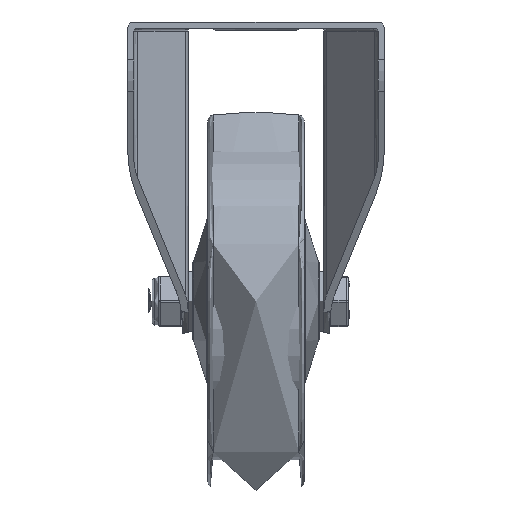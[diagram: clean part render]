
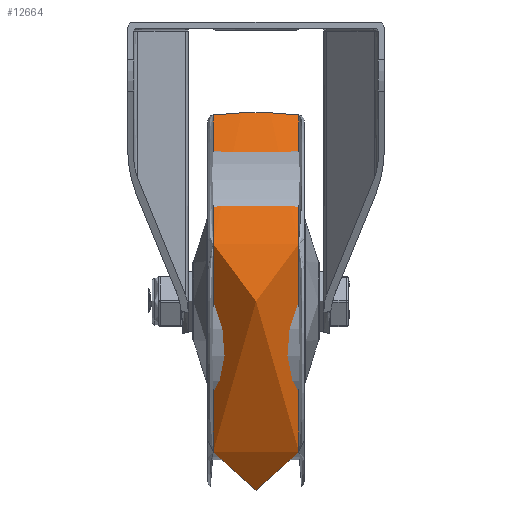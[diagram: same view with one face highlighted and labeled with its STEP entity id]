
A CAD part, left-side view. The second image highlights one B-rep face of the part: STEP entity #12664.
In plain terms, the highlighted free-form (B-spline) face has degree [2, 2] with [3, 9] control points.
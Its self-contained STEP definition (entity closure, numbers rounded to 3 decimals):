
#63=(
BOUNDED_SURFACE()
B_SPLINE_SURFACE(2,2,((#19949,#19950,#19951,#19952,#19953,#19954,#19955,
#19956,#19957),(#19958,#19959,#19960,#19961,#19962,#19963,#19964,#19965,
#19966),(#19967,#19968,#19969,#19970,#19971,#19972,#19973,#19974,#19975)),
 .UNSPECIFIED.,.F.,.T.,.F.)
B_SPLINE_SURFACE_WITH_KNOTS((3,3),(3,2,2,2,3),(-0.111,0.111),
(-3.142,-1.571,0.,1.571,3.142),
 .UNSPECIFIED.)
GEOMETRIC_REPRESENTATION_ITEM()
RATIONAL_B_SPLINE_SURFACE(((1.,0.707,1.,0.707,1.,
0.707,1.,0.707,1.),(0.994,0.703,
0.994,0.703,0.994,0.703,
0.994,0.703,0.994),(1.,0.707,
1.,0.707,1.,0.707,1.,0.707,1.)))
REPRESENTATION_ITEM('')
SURFACE()
);
#1635=FACE_OUTER_BOUND('',#2436,.T.);
#2436=EDGE_LOOP('',(#9360,#9361,#9362,#9363));
#5000=CIRCLE('',#13800,61.711);
#5001=CIRCLE('',#13801,128.5);
#5002=CIRCLE('',#13802,61.711);
#5661=VERTEX_POINT('',#19946);
#5662=VERTEX_POINT('',#19976);
#7050=EDGE_CURVE('',#5661,#5661,#5000,.T.);
#7051=EDGE_CURVE('',#5661,#5662,#5001,.T.);
#7052=EDGE_CURVE('',#5662,#5662,#5002,.T.);
#9360=ORIENTED_EDGE('',*,*,#7050,.F.);
#9361=ORIENTED_EDGE('',*,*,#7051,.T.);
#9362=ORIENTED_EDGE('',*,*,#7052,.T.);
#9363=ORIENTED_EDGE('',*,*,#7051,.F.);
#12664=ADVANCED_FACE('',(#1635),#63,.F.);
#13800=AXIS2_PLACEMENT_3D('',#19948,#15540,#15541);
#13801=AXIS2_PLACEMENT_3D('',#19977,#15542,#15543);
#13802=AXIS2_PLACEMENT_3D('',#19978,#15544,#15545);
#15540=DIRECTION('center_axis',(0.,-1.,0.));
#15541=DIRECTION('ref_axis',(0.,0.,1.));
#15542=DIRECTION('center_axis',(-1.,0.,0.));
#15543=DIRECTION('ref_axis',(0.,0.,1.));
#15544=DIRECTION('center_axis',(0.,-1.,0.));
#15545=DIRECTION('ref_axis',(0.,0.,1.));
#19946=CARTESIAN_POINT('',(0.,-14.221,61.711));
#19948=CARTESIAN_POINT('Origin',(0.,-14.221,0.));
#19949=CARTESIAN_POINT('Ctrl Pts',(0.,14.221,61.711));
#19950=CARTESIAN_POINT('Ctrl Pts',(-61.711,14.221,61.711));
#19951=CARTESIAN_POINT('Ctrl Pts',(-61.711,14.221,0.));
#19952=CARTESIAN_POINT('Ctrl Pts',(-61.711,14.221,-61.711));
#19953=CARTESIAN_POINT('Ctrl Pts',(0.,14.221,-61.711));
#19954=CARTESIAN_POINT('Ctrl Pts',(61.711,14.221,-61.711));
#19955=CARTESIAN_POINT('Ctrl Pts',(61.711,14.221,0.));
#19956=CARTESIAN_POINT('Ctrl Pts',(61.711,14.221,61.711));
#19957=CARTESIAN_POINT('Ctrl Pts',(0.,14.221,61.711));
#19958=CARTESIAN_POINT('Ctrl Pts',(0.,0.,63.294));
#19959=CARTESIAN_POINT('Ctrl Pts',(-63.294,0.,
63.294));
#19960=CARTESIAN_POINT('Ctrl Pts',(-63.294,0.,
0.));
#19961=CARTESIAN_POINT('Ctrl Pts',(-63.294,0.,
-63.294));
#19962=CARTESIAN_POINT('Ctrl Pts',(0.,0.,-63.294));
#19963=CARTESIAN_POINT('Ctrl Pts',(63.294,0.,
-63.294));
#19964=CARTESIAN_POINT('Ctrl Pts',(63.294,0.,
0.));
#19965=CARTESIAN_POINT('Ctrl Pts',(63.294,0.,
63.294));
#19966=CARTESIAN_POINT('Ctrl Pts',(0.,0.,63.294));
#19967=CARTESIAN_POINT('Ctrl Pts',(0.,-14.221,61.711));
#19968=CARTESIAN_POINT('Ctrl Pts',(-61.711,-14.221,
61.711));
#19969=CARTESIAN_POINT('Ctrl Pts',(-61.711,-14.221,0.));
#19970=CARTESIAN_POINT('Ctrl Pts',(-61.711,-14.221,
-61.711));
#19971=CARTESIAN_POINT('Ctrl Pts',(0.,-14.221,-61.711));
#19972=CARTESIAN_POINT('Ctrl Pts',(61.711,-14.221,-61.711));
#19973=CARTESIAN_POINT('Ctrl Pts',(61.711,-14.221,0.));
#19974=CARTESIAN_POINT('Ctrl Pts',(61.711,-14.221,61.711));
#19975=CARTESIAN_POINT('Ctrl Pts',(0.,-14.221,61.711));
#19976=CARTESIAN_POINT('',(0.,14.221,61.711));
#19977=CARTESIAN_POINT('Origin',(0.,0.,
-66.));
#19978=CARTESIAN_POINT('Origin',(0.,14.221,0.));
